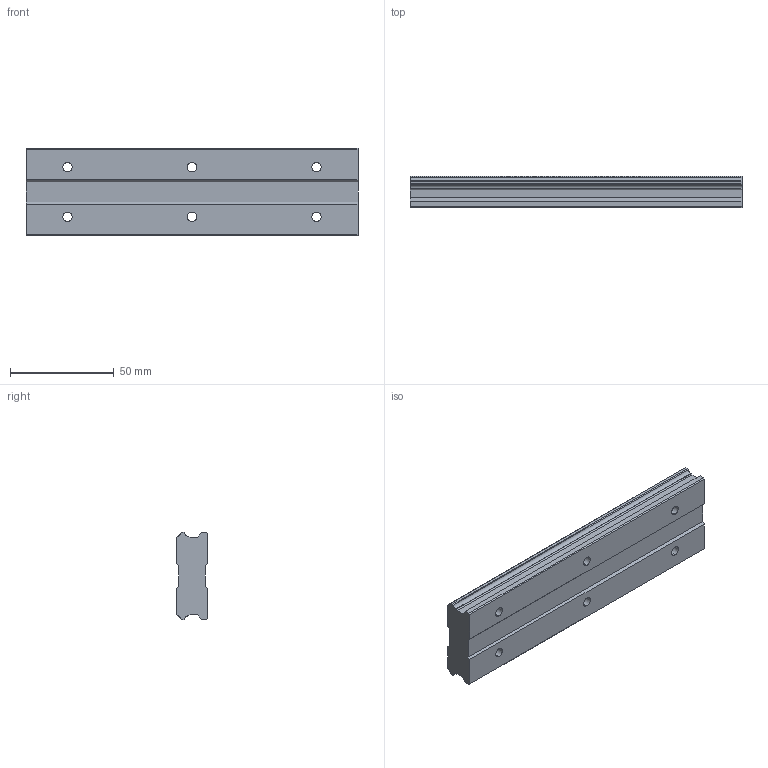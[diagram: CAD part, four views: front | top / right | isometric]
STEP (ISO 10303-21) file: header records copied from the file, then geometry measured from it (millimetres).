
FILE_DESCRIPTION (( 'STEP AP214' ), '1' );
FILE_NAME ('HRW27CA1SS-160L_G20_0_B-M6F_43-6_0_0_0_1.STEP', '2021-08-05T07:44:32', ( '' ), ( '' ), 'SwSTEP 2.0', 'SolidWorks 2021', '' );
FILE_SCHEMA (( 'AUTOMOTIVE_DESIGN' ));
Length unit declared in the file: millimetre
Products named in the file (2): HRW27CA1SS-160L_G20_0_B-M6F_43-6_0_0_0_1; _HRW27CA16020 Track
Assembly tree (1 placements, depth 2):
  HRW27CA1SS-160L_G20_0_B-M6F_43-6_0_0_0_1
    _HRW27CA16020 Track
Bounding box: 160 x 15 x 42 mm (x, y, z)
Volume: 89072.4 mm3; surface area: 21281.6 mm2
Topology: 1 solids, 1 shells, 65 faces, 171 edges, 114 vertices
Faces by surface type: plane 36, cylinder 29
Entity records: 2113 total; most frequent: DIRECTION 367, CARTESIAN_POINT 354, ORIENTED_EDGE 342, EDGE_CURVE 171, AXIS2_PLACEMENT_3D 127, VERTEX_POINT 114, LINE 113, VECTOR 113
